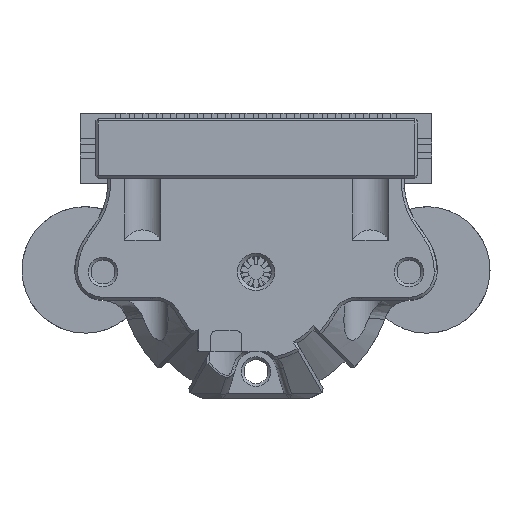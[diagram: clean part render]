
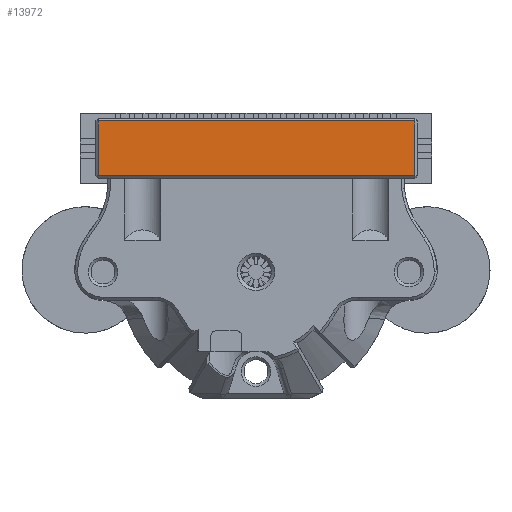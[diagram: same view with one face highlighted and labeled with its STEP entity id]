
A CAD part, top view. The second image highlights one B-rep face of the part: STEP entity #13972.
In plain terms, the highlighted planar face has unit normal (0, 0, 1).
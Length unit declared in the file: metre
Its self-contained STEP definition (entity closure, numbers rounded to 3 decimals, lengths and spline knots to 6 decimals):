
#4138=ORIENTED_EDGE('',*,*,#6906,.T.);
#4139=ORIENTED_EDGE('',*,*,#6907,.T.);
#4140=ORIENTED_EDGE('',*,*,#6908,.T.);
#4141=ORIENTED_EDGE('',*,*,#6909,.T.);
#6906=EDGE_CURVE('',#8516,#8517,#9830,.T.);
#6907=EDGE_CURVE('',#8517,#8518,#9831,.T.);
#6908=EDGE_CURVE('',#8518,#8519,#9832,.T.);
#6909=EDGE_CURVE('',#8519,#8516,#9833,.T.);
#8516=VERTEX_POINT('',#23043);
#8517=VERTEX_POINT('',#23044);
#8518=VERTEX_POINT('',#23046);
#8519=VERTEX_POINT('',#23048);
#9830=LINE('',#23042,#11098);
#9831=LINE('',#23045,#11099);
#9832=LINE('',#23047,#11100);
#9833=LINE('',#23049,#11101);
#11098=VECTOR('',#18191,1.);
#11099=VECTOR('',#18192,1.);
#11100=VECTOR('',#18193,1.);
#11101=VECTOR('',#18194,1.);
#11819=EDGE_LOOP('',(#4138,#4139,#4140,#4141));
#12639=FACE_BOUND('',#11819,.T.);
#13363=PLANE('',#15094);
#13972=ADVANCED_FACE('',(#12639),#13363,.T.);
#15094=AXIS2_PLACEMENT_3D('',#23041,#18189,#18190);
#18189=DIRECTION('',(0.,0.,1.));
#18190=DIRECTION('',(1.,0.,0.));
#18191=DIRECTION('',(1.,0.,0.));
#18192=DIRECTION('',(0.,1.,0.));
#18193=DIRECTION('',(-1.,0.,0.));
#18194=DIRECTION('',(0.,-1.,0.));
#23041=CARTESIAN_POINT('',(0.000013,0.002337,0.11015));
#23042=CARTESIAN_POINT('',(0.022992,0.013679,0.11015));
#23043=CARTESIAN_POINT('',(-0.0224,0.013679,0.11015));
#23044=CARTESIAN_POINT('',(0.022592,0.013679,0.11015));
#23045=CARTESIAN_POINT('',(0.022592,0.002337,0.11015));
#23046=CARTESIAN_POINT('',(0.022592,0.02145,0.11015));
#23047=CARTESIAN_POINT('',(0.000013,0.02145,0.11015));
#23048=CARTESIAN_POINT('',(-0.0224,0.02145,0.11015));
#23049=CARTESIAN_POINT('',(-0.0224,0.002337,0.11015));
